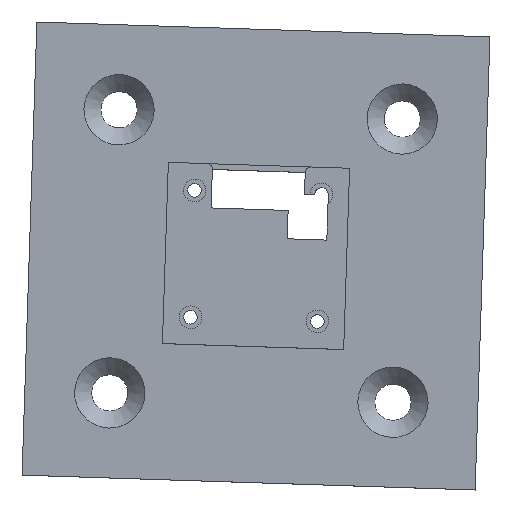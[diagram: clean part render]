
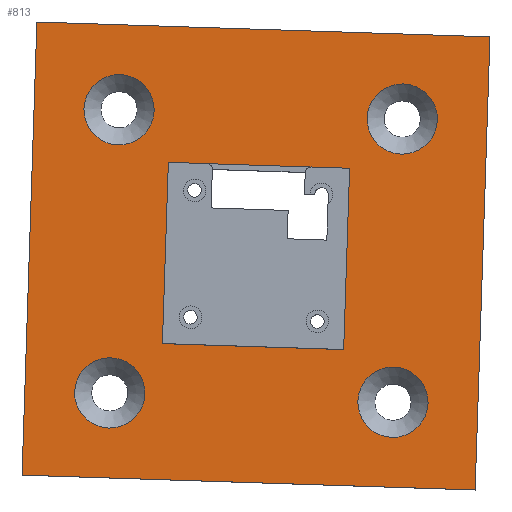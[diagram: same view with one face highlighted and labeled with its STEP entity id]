
A CAD part, top view. The second image highlights one B-rep face of the part: STEP entity #813.
In plain terms, the highlighted planar face has unit normal (0, 0, 1).
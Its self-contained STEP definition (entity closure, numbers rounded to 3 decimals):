
#33=FACE_BOUND('',#128,.T.);
#34=FACE_BOUND('',#129,.T.);
#35=FACE_BOUND('',#130,.T.);
#36=FACE_BOUND('',#131,.T.);
#37=FACE_BOUND('',#132,.T.);
#52=PLANE('',#876);
#81=FACE_OUTER_BOUND('',#127,.T.);
#127=EDGE_LOOP('',(#582,#583,#584,#585));
#128=EDGE_LOOP('',(#586));
#129=EDGE_LOOP('',(#587));
#130=EDGE_LOOP('',(#588,#589,#590,#591));
#131=EDGE_LOOP('',(#592));
#132=EDGE_LOOP('',(#593));
#192=LINE('',#1208,#275);
#193=LINE('',#1210,#276);
#194=LINE('',#1212,#277);
#195=LINE('',#1213,#278);
#196=LINE('',#1220,#279);
#197=LINE('',#1222,#280);
#198=LINE('',#1224,#281);
#199=LINE('',#1225,#282);
#275=VECTOR('',#965,10.);
#276=VECTOR('',#966,10.);
#277=VECTOR('',#967,10.);
#278=VECTOR('',#968,10.);
#279=VECTOR('',#973,10.);
#280=VECTOR('',#974,10.);
#281=VECTOR('',#975,10.);
#282=VECTOR('',#976,10.);
#357=CIRCLE('',#874,6.2);
#359=CIRCLE('',#877,6.2);
#360=CIRCLE('',#878,6.2);
#361=CIRCLE('',#879,6.2);
#389=VERTEX_POINT('',#1200);
#391=VERTEX_POINT('',#1206);
#392=VERTEX_POINT('',#1207);
#393=VERTEX_POINT('',#1209);
#394=VERTEX_POINT('',#1211);
#395=VERTEX_POINT('',#1214);
#396=VERTEX_POINT('',#1216);
#397=VERTEX_POINT('',#1218);
#398=VERTEX_POINT('',#1219);
#399=VERTEX_POINT('',#1221);
#400=VERTEX_POINT('',#1223);
#401=VERTEX_POINT('',#1226);
#463=EDGE_CURVE('',#389,#389,#357,.T.);
#466=EDGE_CURVE('',#391,#392,#192,.T.);
#467=EDGE_CURVE('',#392,#393,#193,.T.);
#468=EDGE_CURVE('',#393,#394,#194,.T.);
#469=EDGE_CURVE('',#394,#391,#195,.T.);
#470=EDGE_CURVE('',#395,#395,#359,.T.);
#471=EDGE_CURVE('',#396,#396,#360,.T.);
#472=EDGE_CURVE('',#397,#398,#196,.T.);
#473=EDGE_CURVE('',#398,#399,#197,.T.);
#474=EDGE_CURVE('',#399,#400,#198,.T.);
#475=EDGE_CURVE('',#400,#397,#199,.T.);
#476=EDGE_CURVE('',#401,#401,#361,.T.);
#582=ORIENTED_EDGE('',*,*,#466,.T.);
#583=ORIENTED_EDGE('',*,*,#467,.T.);
#584=ORIENTED_EDGE('',*,*,#468,.T.);
#585=ORIENTED_EDGE('',*,*,#469,.T.);
#586=ORIENTED_EDGE('',*,*,#470,.F.);
#587=ORIENTED_EDGE('',*,*,#471,.F.);
#588=ORIENTED_EDGE('',*,*,#472,.T.);
#589=ORIENTED_EDGE('',*,*,#473,.T.);
#590=ORIENTED_EDGE('',*,*,#474,.T.);
#591=ORIENTED_EDGE('',*,*,#475,.T.);
#592=ORIENTED_EDGE('',*,*,#476,.F.);
#593=ORIENTED_EDGE('',*,*,#463,.F.);
#813=ADVANCED_FACE('',(#81,#33,#34,#35,#36,#37),#52,.T.);
#874=AXIS2_PLACEMENT_3D('',#1201,#958,#959);
#876=AXIS2_PLACEMENT_3D('',#1205,#963,#964);
#877=AXIS2_PLACEMENT_3D('',#1215,#969,#970);
#878=AXIS2_PLACEMENT_3D('',#1217,#971,#972);
#879=AXIS2_PLACEMENT_3D('',#1227,#977,#978);
#958=DIRECTION('center_axis',(0.,0.,1.));
#959=DIRECTION('ref_axis',(-1.,0.,0.));
#963=DIRECTION('center_axis',(0.,0.,1.));
#964=DIRECTION('ref_axis',(1.,0.,0.));
#965=DIRECTION('',(1.,0.,0.));
#966=DIRECTION('',(0.,1.,0.));
#967=DIRECTION('',(-1.,0.,0.));
#968=DIRECTION('',(0.,-1.,0.));
#969=DIRECTION('center_axis',(0.,0.,1.));
#970=DIRECTION('ref_axis',(-1.,0.,0.));
#971=DIRECTION('center_axis',(0.,0.,1.));
#972=DIRECTION('ref_axis',(-1.,0.,0.));
#973=DIRECTION('',(0.,1.,0.));
#974=DIRECTION('',(1.,0.,0.));
#975=DIRECTION('',(0.,-1.,0.));
#976=DIRECTION('',(-1.,0.,0.));
#977=DIRECTION('center_axis',(0.,0.,1.));
#978=DIRECTION('ref_axis',(-1.,0.,0.));
#1200=CARTESIAN_POINT('',(-18.8,25.,4.));
#1201=CARTESIAN_POINT('Origin',(-25.,25.,4.));
#1205=CARTESIAN_POINT('Origin',(0.,0.,4.));
#1206=CARTESIAN_POINT('',(-40.,-40.,4.));
#1207=CARTESIAN_POINT('',(40.,-40.,4.));
#1208=CARTESIAN_POINT('',(40.,-40.,4.));
#1209=CARTESIAN_POINT('',(40.,40.,4.));
#1210=CARTESIAN_POINT('',(40.,40.,4.));
#1211=CARTESIAN_POINT('',(-40.,40.,4.));
#1212=CARTESIAN_POINT('',(-40.,40.,4.));
#1213=CARTESIAN_POINT('',(-40.,-40.,4.));
#1214=CARTESIAN_POINT('',(-18.8,-25.,4.));
#1215=CARTESIAN_POINT('Origin',(-25.,-25.,4.));
#1216=CARTESIAN_POINT('',(31.2,25.,4.));
#1217=CARTESIAN_POINT('Origin',(25.,25.,4.));
#1218=CARTESIAN_POINT('',(-16.,-16.,4.));
#1219=CARTESIAN_POINT('',(-16.,16.,4.));
#1220=CARTESIAN_POINT('',(-16.,8.,4.));
#1221=CARTESIAN_POINT('',(16.,16.,4.));
#1222=CARTESIAN_POINT('',(8.,16.,4.));
#1223=CARTESIAN_POINT('',(16.,-16.,4.));
#1224=CARTESIAN_POINT('',(16.,-8.,4.));
#1225=CARTESIAN_POINT('',(-8.,-16.,4.));
#1226=CARTESIAN_POINT('',(31.2,-25.,4.));
#1227=CARTESIAN_POINT('Origin',(25.,-25.,4.));
